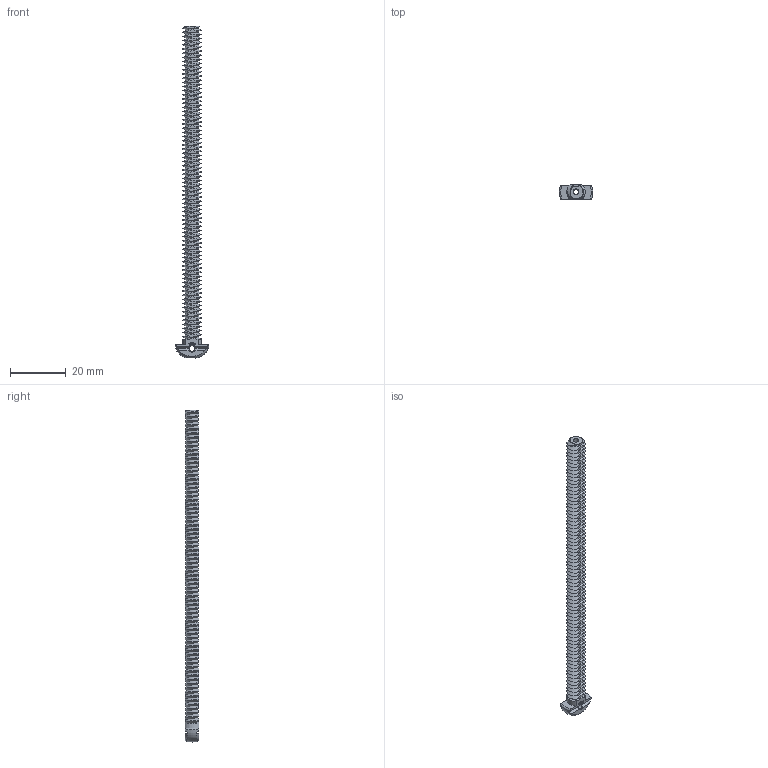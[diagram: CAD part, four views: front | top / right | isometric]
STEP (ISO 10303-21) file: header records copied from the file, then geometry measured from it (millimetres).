
FILE_DESCRIPTION(('FreeCAD Model'),'2;1');
FILE_NAME('Open CASCADE Shape Model','2023-10-26T22:40:45',(''),(''), 'Open CASCADE STEP processor 7.6','FreeCAD','Unknown');
FILE_SCHEMA(('AUTOMOTIVE_DESIGN { 1 0 10303 214 1 1 1 1 }'));
Products named in the file (1): Screw FL-RH RHD BU08.75 - SPN-SCR-0115 (stemfie.org)
Bounding box: 12.2 x 5 x 119.35 mm (x, y, z)
Volume: 2294.4 mm3; surface area: 4347.4 mm2
Topology: 1 solids, 1 shells, 903 faces, 2397 edges, 1522 vertices
Faces by surface type: plane 481, bspline 229, extrusion 172, cone 11, cylinder 6, torus 3, revolution 1
Full cylindrical faces by diameter (mm): 2 x2, 2.001 x1
Entity records: 123937 total; most frequent: CARTESIAN_POINT 81540, DIRECTION 5596, ORIENTED_EDGE 4794, PCURVE 4794, DEFINITIONAL_REPRESENTATION 4794, VECTOR 4445, LINE 4273, B_SPLINE_CURVE_WITH_KNOTS 2996
